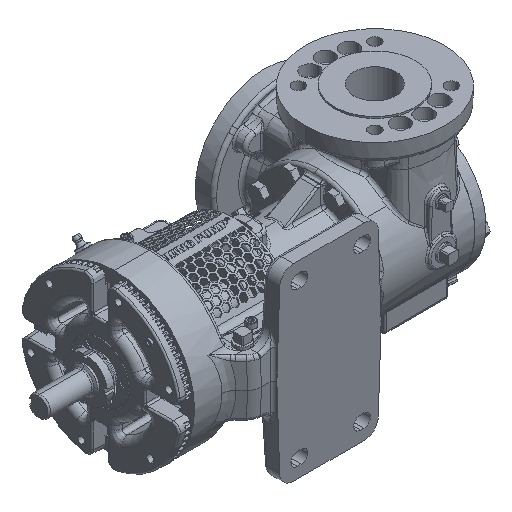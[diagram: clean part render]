
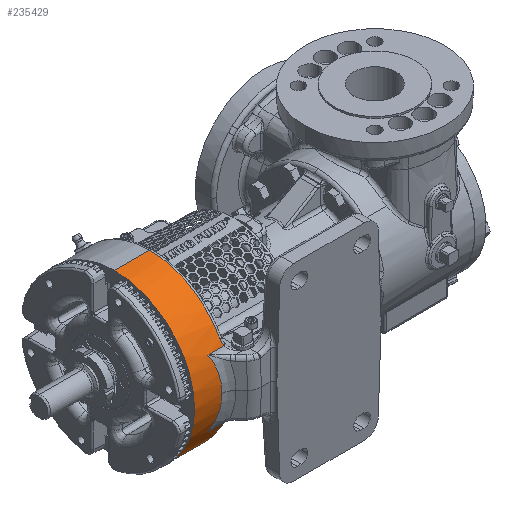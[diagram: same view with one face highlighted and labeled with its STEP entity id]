
A CAD part, isometric view. The second image highlights one B-rep face of the part: STEP entity #235429.
In plain terms, the highlighted cylindrical face has radius 73.025 mm (diameter 146.05 mm), a partial arc.
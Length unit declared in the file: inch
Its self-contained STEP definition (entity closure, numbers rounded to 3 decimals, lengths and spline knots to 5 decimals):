
#8529 = AXIS2_PLACEMENT_3D ( 'NONE', #177659, #337597, #104151 ) ;
#15384 = CARTESIAN_POINT ( 'NONE',  ( -6.1987, -2.61696, 1.19043 ) ) ;
#24389 = ORIENTED_EDGE ( 'NONE', *, *, #84507, .T. ) ;
#25118 = CARTESIAN_POINT ( 'NONE',  ( -6.52802, -2.875, 0. ) ) ;
#25678 =( BOUNDED_CURVE ( )  B_SPLINE_CURVE ( 3, ( #25118, #176351, #201283, #348474 ),
 .UNSPECIFIED., .F., .T. ) 
 B_SPLINE_CURVE_WITH_KNOTS ( ( 4, 4 ),
 ( 3.09225, 3.51916 ),
 .UNSPECIFIED. ) 
 CURVE ( )  GEOMETRIC_REPRESENTATION_ITEM ( )  RATIONAL_B_SPLINE_CURVE ( ( 1., 0.985, 0.985, 1. ) ) 
 REPRESENTATION_ITEM ( '' )  );
#29355 = ORIENTED_EDGE ( 'NONE', *, *, #292324, .T. ) ;
#43751 = ORIENTED_EDGE ( 'NONE', *, *, #243906, .F. ) ;
#46161 = VECTOR ( 'NONE', #47371, 39.37008 ) ;
#47371 = DIRECTION ( 'NONE',  ( -1., 0., 0. ) ) ;
#47681 = CARTESIAN_POINT ( 'NONE',  ( -7.5, 0., 2.875 ) ) ;
#55293 = CARTESIAN_POINT ( 'NONE',  ( -6.21148, -2.60321, 1.22066 ) ) ;
#60841 = DIRECTION ( 'NONE',  ( -1., 0., 0. ) ) ;
#62711 = VERTEX_POINT ( 'NONE', #367136 ) ;
#62775 = ORIENTED_EDGE ( 'NONE', *, *, #331769, .T. ) ;
#69309 = DIRECTION ( 'NONE',  ( 0., 0., -1. ) ) ;
#72905 = CARTESIAN_POINT ( 'NONE',  ( -9.66419, -2.61696, 1.19043 ) ) ;
#73762 = VECTOR ( 'NONE', #377458, 39.37008 ) ;
#80857 = EDGE_CURVE ( 'NONE', #210461, #99712, #127789, .T. ) ;
#84507 = EDGE_CURVE ( 'NONE', #62711, #212224, #277846, .T. ) ;
#84614 = B_SPLINE_CURVE_WITH_KNOTS ( 'NONE', 3,
 ( #15384, #55293, #342449, #346196, #344319, #233444 ),
 .UNSPECIFIED., .F., .F.,
 ( 4, 2, 4 ),
 ( 0., 0.00266, 0.00532 ),
 .UNSPECIFIED. ) ;
#87058 = EDGE_CURVE ( 'NONE', #314577, #348322, #130244, .T. ) ;
#93575 = ORIENTED_EDGE ( 'NONE', *, *, #121455, .T. ) ;
#97920 = ORIENTED_EDGE ( 'NONE', *, *, #228789, .T. ) ;
#99712 = VERTEX_POINT ( 'NONE', #373498 ) ;
#101201 = CARTESIAN_POINT ( 'NONE',  ( -6.23588, -2.5249, 1.37496 ) ) ;
#104151 = DIRECTION ( 'NONE',  ( 0., 0., -1. ) ) ;
#105241 = EDGE_LOOP ( 'NONE', ( #185935, #62775, #24389, #307320, #29355, #239750, #113043, #97920, #93575, #147902, #43751 ) ) ;
#113043 = ORIENTED_EDGE ( 'NONE', *, *, #87058, .T. ) ;
#114350 = CARTESIAN_POINT ( 'NONE',  ( -6.21148, -2.60321, -1.22066 ) ) ;
#114680 = CARTESIAN_POINT ( 'NONE',  ( -9.66419, 0., 0. ) ) ;
#116997 = CARTESIAN_POINT ( 'NONE',  ( -6.1987, -2.61696, -1.19043 ) ) ;
#117903 = CIRCLE ( 'NONE', #234527, 2.875 ) ;
#119094 = CARTESIAN_POINT ( 'NONE',  ( -6.23588, 0., 0. ) ) ;
#121455 = EDGE_CURVE ( 'NONE', #359308, #159391, #357076, .T. ) ;
#127789 = LINE ( 'NONE', #223590, #46161 ) ;
#130244 = LINE ( 'NONE', #72905, #262917 ) ;
#140640 = EDGE_CURVE ( 'NONE', #159391, #240491, #144135, .T. ) ;
#141643 = CYLINDRICAL_SURFACE ( 'NONE', #350623, 2.875 ) ;
#144135 = LINE ( 'NONE', #146026, #73762 ) ;
#146026 = CARTESIAN_POINT ( 'NONE',  ( -9.66419, 0., 2.875 ) ) ;
#147902 = ORIENTED_EDGE ( 'NONE', *, *, #140640, .T. ) ;
#155352 =( BOUNDED_CURVE ( )  B_SPLINE_CURVE ( 3, ( #299118, #242027, #302973, #213320 ),
 .UNSPECIFIED., .F., .F. ) 
 B_SPLINE_CURVE_WITH_KNOTS ( ( 4, 4 ),
 ( 2.76403, 3.19094 ),
 .UNSPECIFIED. ) 
 CURVE ( )  GEOMETRIC_REPRESENTATION_ITEM ( )  RATIONAL_B_SPLINE_CURVE ( ( 1., 0.985, 0.985, 1. ) ) 
 REPRESENTATION_ITEM ( '' )  );
#159391 = VERTEX_POINT ( 'NONE', #320274 ) ;
#166403 = VERTEX_POINT ( 'NONE', #167499 ) ;
#167499 = CARTESIAN_POINT ( 'NONE',  ( -6.76192, -2.61696, -1.19043 ) ) ;
#169819 = AXIS2_PLACEMENT_3D ( 'NONE', #119094, #331396, #69309 ) ;
#174457 = CARTESIAN_POINT ( 'NONE',  ( -6.23588, 0., -2.875 ) ) ;
#176351 = CARTESIAN_POINT ( 'NONE',  ( -6.50412, -2.875, 0.41226 ) ) ;
#177659 = CARTESIAN_POINT ( 'NONE',  ( -6.23588, 0., 0. ) ) ;
#184321 = EDGE_CURVE ( 'NONE', #190191, #314577, #25678, .T. ) ;
#185935 = ORIENTED_EDGE ( 'NONE', *, *, #80857, .F. ) ;
#190191 = VERTEX_POINT ( 'NONE', #271937 ) ;
#190274 = DIRECTION ( 'NONE',  ( -1., 0., 0. ) ) ;
#201283 = CARTESIAN_POINT ( 'NONE',  ( -6.58328, -2.78767, 0.81517 ) ) ;
#208299 = DIRECTION ( 'NONE',  ( 0., 1., 0. ) ) ;
#210461 = VERTEX_POINT ( 'NONE', #174457 ) ;
#212224 = VERTEX_POINT ( 'NONE', #116997 ) ;
#213320 = CARTESIAN_POINT ( 'NONE',  ( -6.52802, -2.875, 0. ) ) ;
#215147 = CARTESIAN_POINT ( 'NONE',  ( -9.66419, -2.61696, -1.19043 ) ) ;
#221977 = CARTESIAN_POINT ( 'NONE',  ( -6.76192, -2.61696, 1.19043 ) ) ;
#223590 = CARTESIAN_POINT ( 'NONE',  ( -9.66419, 0., -2.875 ) ) ;
#228789 = EDGE_CURVE ( 'NONE', #348322, #359308, #84614, .T. ) ;
#231345 = CARTESIAN_POINT ( 'NONE',  ( -6.1987, -2.61696, -1.19043 ) ) ;
#233444 = CARTESIAN_POINT ( 'NONE',  ( -6.23588, -2.5249, 1.37496 ) ) ;
#234527 = AXIS2_PLACEMENT_3D ( 'NONE', #237093, #60841, #208299 ) ;
#235429 = ADVANCED_FACE ( 'Defeatured_0_3175', ( #290658 ), #141643, .T. ) ;
#237093 = CARTESIAN_POINT ( 'NONE',  ( -7.5, 0., 0. ) ) ;
#239750 = ORIENTED_EDGE ( 'NONE', *, *, #184321, .T. ) ;
#240491 = VERTEX_POINT ( 'NONE', #47681 ) ;
#242027 = CARTESIAN_POINT ( 'NONE',  ( -6.58328, -2.78767, -0.81517 ) ) ;
#243906 = EDGE_CURVE ( 'NONE', #99712, #240491, #117903, .T. ) ;
#249043 = DIRECTION ( 'NONE',  ( 1., 0., 0. ) ) ;
#256182 = CARTESIAN_POINT ( 'NONE',  ( -6.23588, -2.5249, -1.37496 ) ) ;
#258336 = DIRECTION ( 'NONE',  ( -1., 0., 0. ) ) ;
#262917 = VECTOR ( 'NONE', #249043, 39.37008 ) ;
#271937 = CARTESIAN_POINT ( 'NONE',  ( -6.52802, -2.875, 0. ) ) ;
#277846 = B_SPLINE_CURVE_WITH_KNOTS ( 'NONE', 3,
 ( #256182, #374579, #290323, #376468, #114350, #231345 ),
 .UNSPECIFIED., .F., .F.,
 ( 4, 2, 4 ),
 ( 0., 0.00266, 0.00532 ),
 .UNSPECIFIED. ) ;
#290323 = CARTESIAN_POINT ( 'NONE',  ( -6.23288, -2.55801, -1.31277 ) ) ;
#290658 = FACE_OUTER_BOUND ( 'NONE', #105241, .T. ) ;
#292324 = EDGE_CURVE ( 'NONE', #166403, #190191, #155352, .T. ) ;
#299118 = CARTESIAN_POINT ( 'NONE',  ( -6.76192, -2.61696, -1.19043 ) ) ;
#302973 = CARTESIAN_POINT ( 'NONE',  ( -6.50412, -2.875, -0.41226 ) ) ;
#306684 = LINE ( 'NONE', #215147, #317773 ) ;
#307320 = ORIENTED_EDGE ( 'NONE', *, *, #318852, .T. ) ;
#314577 = VERTEX_POINT ( 'NONE', #221977 ) ;
#317773 = VECTOR ( 'NONE', #190274, 39.37008 ) ;
#318852 = EDGE_CURVE ( 'NONE', #212224, #166403, #306684, .T. ) ;
#320274 = CARTESIAN_POINT ( 'NONE',  ( -6.23588, 0., 2.875 ) ) ;
#330746 = DIRECTION ( 'NONE',  ( 0., 0., 1. ) ) ;
#331396 = DIRECTION ( 'NONE',  ( -1., 0., 0. ) ) ;
#331769 = EDGE_CURVE ( 'NONE', #210461, #62711, #352887, .T. ) ;
#337597 = DIRECTION ( 'NONE',  ( -1., 0., 0. ) ) ;
#342449 = CARTESIAN_POINT ( 'NONE',  ( -6.22067, -2.58868, 1.25121 ) ) ;
#344319 = CARTESIAN_POINT ( 'NONE',  ( -6.23588, -2.54188, 1.34378 ) ) ;
#346196 = CARTESIAN_POINT ( 'NONE',  ( -6.23288, -2.55801, 1.31277 ) ) ;
#348322 = VERTEX_POINT ( 'NONE', #371038 ) ;
#348474 = CARTESIAN_POINT ( 'NONE',  ( -6.76192, -2.61696, 1.19043 ) ) ;
#350623 = AXIS2_PLACEMENT_3D ( 'NONE', #114680, #258336, #330746 ) ;
#352887 = CIRCLE ( 'NONE', #169819, 2.875 ) ;
#357076 = CIRCLE ( 'NONE', #8529, 2.875 ) ;
#359308 = VERTEX_POINT ( 'NONE', #101201 ) ;
#367136 = CARTESIAN_POINT ( 'NONE',  ( -6.23588, -2.5249, -1.37496 ) ) ;
#371038 = CARTESIAN_POINT ( 'NONE',  ( -6.1987, -2.61696, 1.19043 ) ) ;
#373498 = CARTESIAN_POINT ( 'NONE',  ( -7.5, 0., -2.875 ) ) ;
#374579 = CARTESIAN_POINT ( 'NONE',  ( -6.23588, -2.54188, -1.34378 ) ) ;
#376468 = CARTESIAN_POINT ( 'NONE',  ( -6.22067, -2.58868, -1.25121 ) ) ;
#377458 = DIRECTION ( 'NONE',  ( -1., 0., 0. ) ) ;
